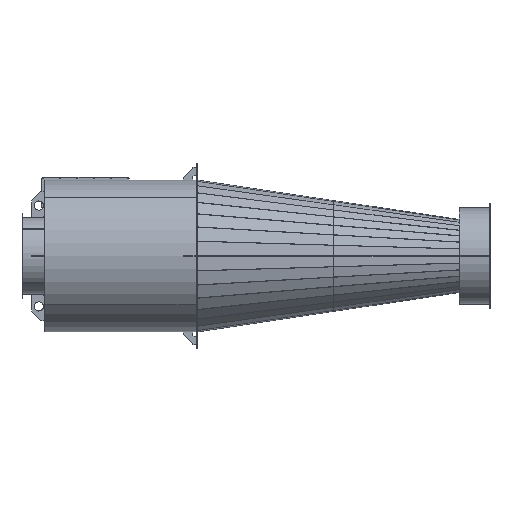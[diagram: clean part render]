
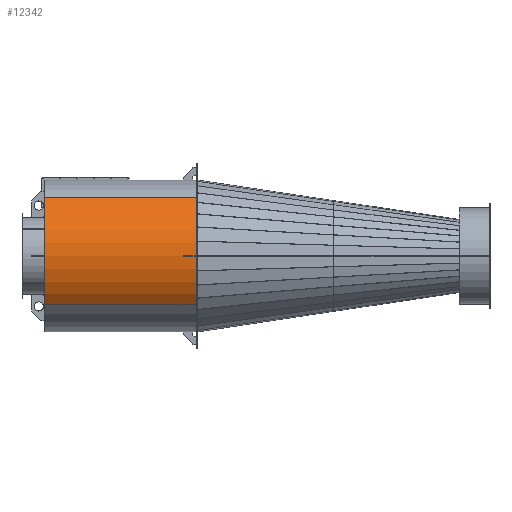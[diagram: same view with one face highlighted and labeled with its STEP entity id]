
A CAD part, left-side view. The second image highlights one B-rep face of the part: STEP entity #12342.
In plain terms, the highlighted cylindrical face has radius 998 mm (diameter 1996 mm), a partial arc.
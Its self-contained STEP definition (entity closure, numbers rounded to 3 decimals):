
#398 = EDGE_CURVE ( 'NONE', #10302, #17063, #4189, .T. ) ;
#1379 = CARTESIAN_POINT ( 'NONE',  ( 0., 0., 0. ) ) ;
#1405 = VECTOR ( 'NONE', #13744, 1000. ) ;
#1407 = AXIS2_PLACEMENT_3D ( 'NONE', #1379, #10955, #12527 ) ;
#1880 = VERTEX_POINT ( 'NONE', #6279 ) ;
#2563 = CARTESIAN_POINT ( 'NONE',  ( 998., 2000., 0.251 ) ) ;
#2633 = DIRECTION ( 'NONE',  ( 0., 1., 0. ) ) ;
#3194 = DIRECTION ( 'NONE',  ( 0., 0., -1. ) ) ;
#3954 = CARTESIAN_POINT ( 'NONE',  ( 998., 0., 0.251 ) ) ;
#4189 = LINE ( 'NONE', #2563, #11198 ) ;
#5336 = CARTESIAN_POINT ( 'NONE',  ( 0., 2000., 0. ) ) ;
#6279 = CARTESIAN_POINT ( 'NONE',  ( 0.251, 2000., 998. ) ) ;
#6363 = CARTESIAN_POINT ( 'NONE',  ( 998., 2000., 0.251 ) ) ;
#6671 = ORIENTED_EDGE ( 'NONE', *, *, #6747, .F. ) ;
#6747 = EDGE_CURVE ( 'NONE', #1880, #17063, #13538, .T. ) ;
#7848 = AXIS2_PLACEMENT_3D ( 'NONE', #17214, #15680, #3194 ) ;
#8196 = LINE ( 'NONE', #12377, #1405 ) ;
#8726 = ORIENTED_EDGE ( 'NONE', *, *, #11336, .T. ) ;
#9583 = CARTESIAN_POINT ( 'NONE',  ( 0.251, 0., 998. ) ) ;
#9657 = ORIENTED_EDGE ( 'NONE', *, *, #15077, .T. ) ;
#10302 = VERTEX_POINT ( 'NONE', #3954 ) ;
#10955 = DIRECTION ( 'NONE',  ( 0., 1., 0. ) ) ;
#10980 = VERTEX_POINT ( 'NONE', #9583 ) ;
#11036 = DIRECTION ( 'NONE',  ( 0., 1., 0. ) ) ;
#11198 = VECTOR ( 'NONE', #11036, 1000. ) ;
#11336 = EDGE_CURVE ( 'NONE', #1880, #10980, #8196, .T. ) ;
#11473 = CYLINDRICAL_SURFACE ( 'NONE', #7848, 998. ) ;
#11801 = AXIS2_PLACEMENT_3D ( 'NONE', #5336, #2633, #14868 ) ;
#12155 = EDGE_LOOP ( 'NONE', ( #14246, #6671, #8726, #9657 ) ) ;
#12342 = ADVANCED_FACE ( 'NONE', ( #15777 ), #11473, .T. ) ;
#12377 = CARTESIAN_POINT ( 'NONE',  ( 0.251, 2000., 998. ) ) ;
#12527 = DIRECTION ( 'NONE',  ( 1., 0., 0. ) ) ;
#13538 = CIRCLE ( 'NONE', #11801, 998. ) ;
#13651 = CIRCLE ( 'NONE', #1407, 998. ) ;
#13744 = DIRECTION ( 'NONE',  ( 0., -1., 0. ) ) ;
#14246 = ORIENTED_EDGE ( 'NONE', *, *, #398, .T. ) ;
#14868 = DIRECTION ( 'NONE',  ( 1., 0., 0. ) ) ;
#15077 = EDGE_CURVE ( 'NONE', #10980, #10302, #13651, .T. ) ;
#15680 = DIRECTION ( 'NONE',  ( 0., -1., 0. ) ) ;
#15777 = FACE_OUTER_BOUND ( 'NONE', #12155, .T. ) ;
#17063 = VERTEX_POINT ( 'NONE', #6363 ) ;
#17214 = CARTESIAN_POINT ( 'NONE',  ( 0., 2000., 0. ) ) ;
